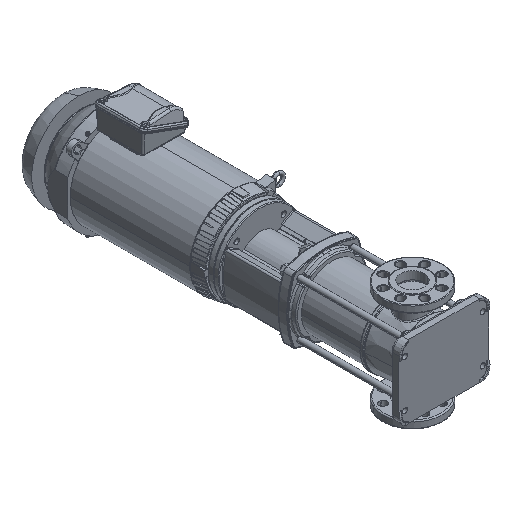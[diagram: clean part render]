
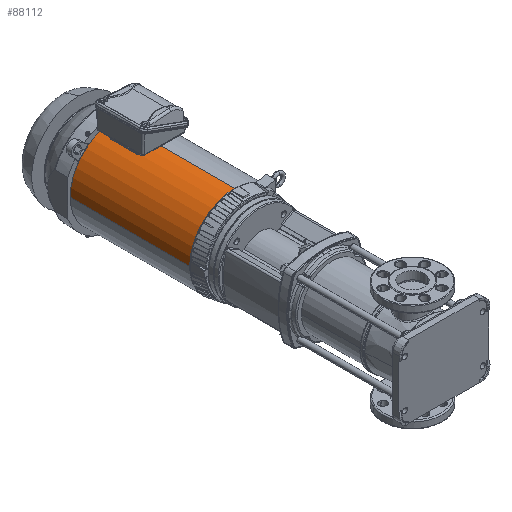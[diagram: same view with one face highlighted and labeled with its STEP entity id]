
A CAD part, isometric view. The second image highlights one B-rep face of the part: STEP entity #88112.
In plain terms, the highlighted cylindrical face has radius 124.3 mm (diameter 248.6 mm), a partial arc.
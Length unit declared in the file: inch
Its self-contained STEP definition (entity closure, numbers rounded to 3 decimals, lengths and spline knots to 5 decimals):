
#1041 = AXIS2_PLACEMENT_3D ( 'NONE', #15892, #141373, #127342 ) ;
#1771 = CARTESIAN_POINT ( 'NONE',  ( 38.80377, -5.60284, 0.00085 ) ) ;
#5919 = VERTEX_POINT ( 'NONE', #82666 ) ;
#13617 = VERTEX_POINT ( 'NONE', #16994 ) ;
#14164 = DIRECTION ( 'NONE',  ( -1., 0., 0. ) ) ;
#15892 = CARTESIAN_POINT ( 'NONE',  ( 6.96633, -0.70914, 0. ) ) ;
#16994 = CARTESIAN_POINT ( 'NONE',  ( -6.02579, -0.70914, 4.8937 ) ) ;
#17838 = CARTESIAN_POINT ( 'NONE',  ( 38.80377, -0.70914, 4.8937 ) ) ;
#30516 = VECTOR ( 'NONE', #157329, 39.37008 ) ;
#36096 = EDGE_CURVE ( 'NONE', #88159, #13617, #109937, .T. ) ;
#39431 = EDGE_LOOP ( 'NONE', ( #39989, #93170, #134115, #117617 ) ) ;
#39989 = ORIENTED_EDGE ( 'NONE', *, *, #91314, .T. ) ;
#46601 = DIRECTION ( 'NONE',  ( 0., 0., 1. ) ) ;
#48227 = FACE_OUTER_BOUND ( 'NONE', #39431, .T. ) ;
#56419 = CIRCLE ( 'NONE', #1041, 4.8937 ) ;
#58181 = DIRECTION ( 'NONE',  ( -1., 0., 0. ) ) ;
#60619 = CARTESIAN_POINT ( 'NONE',  ( -6.02579, -5.60284, 0.00085 ) ) ;
#62660 = CARTESIAN_POINT ( 'NONE',  ( 6.96633, -5.60284, 0.00085 ) ) ;
#81093 = CARTESIAN_POINT ( 'NONE',  ( -6.02579, -0.70914, 0. ) ) ;
#82666 = CARTESIAN_POINT ( 'NONE',  ( 6.96633, -0.70914, 4.8937 ) ) ;
#83758 = CARTESIAN_POINT ( 'NONE',  ( 38.80377, -0.70914, 0. ) ) ;
#88112 = ADVANCED_FACE ( 'NONE', ( #48227 ), #159708, .T. ) ;
#88159 = VERTEX_POINT ( 'NONE', #60619 ) ;
#91314 = EDGE_CURVE ( 'NONE', #142628, #5919, #56419, .T. ) ;
#93170 = ORIENTED_EDGE ( 'NONE', *, *, #138586, .T. ) ;
#93509 = DIRECTION ( 'NONE',  ( -1., 0., 0. ) ) ;
#94301 = DIRECTION ( 'NONE',  ( 0., 0., 1. ) ) ;
#109937 = CIRCLE ( 'NONE', #149532, 4.8937 ) ;
#114866 = LINE ( 'NONE', #1771, #133231 ) ;
#117617 = ORIENTED_EDGE ( 'NONE', *, *, #138028, .F. ) ;
#122169 = AXIS2_PLACEMENT_3D ( 'NONE', #83758, #58181, #46601 ) ;
#127342 = DIRECTION ( 'NONE',  ( 0., 0., 1. ) ) ;
#130916 = LINE ( 'NONE', #17838, #30516 ) ;
#133231 = VECTOR ( 'NONE', #14164, 39.37008 ) ;
#134115 = ORIENTED_EDGE ( 'NONE', *, *, #36096, .F. ) ;
#138028 = EDGE_CURVE ( 'NONE', #142628, #88159, #114866, .T. ) ;
#138586 = EDGE_CURVE ( 'NONE', #5919, #13617, #130916, .T. ) ;
#141373 = DIRECTION ( 'NONE',  ( -1., 0., 0. ) ) ;
#142628 = VERTEX_POINT ( 'NONE', #62660 ) ;
#149532 = AXIS2_PLACEMENT_3D ( 'NONE', #81093, #93509, #94301 ) ;
#157329 = DIRECTION ( 'NONE',  ( -1., 0., 0. ) ) ;
#159708 = CYLINDRICAL_SURFACE ( 'NONE', #122169, 4.8937 ) ;
